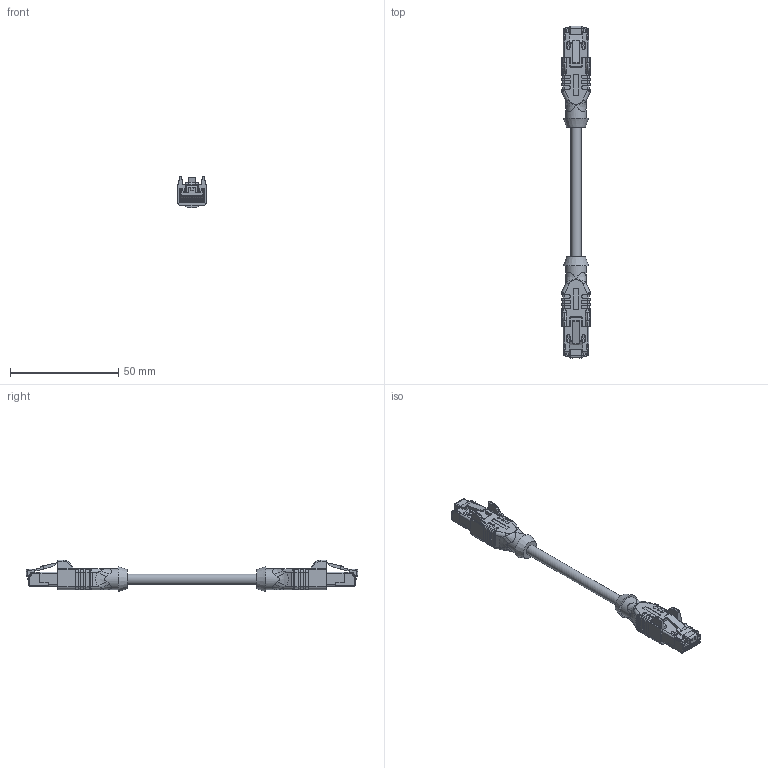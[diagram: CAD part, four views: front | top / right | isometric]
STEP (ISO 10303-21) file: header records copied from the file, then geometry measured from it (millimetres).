
FILE_DESCRIPTION(/* description */ (''),/* implementation_level */ '2;1');
FILE_NAME(/* name */ 'IE-RJ45SS8-m-IE-RJ45SS8.stp',/* time_stamp */ '2018-07-13T13:33:39+02:00',/* author */ (''),/* organization */ (''),/* preprocessor_version */ 'ST-DEVELOPER v16',/* originating_system */ 'SIEMENS PLM Software NX 10.0',/* authorisation */ '');
FILE_SCHEMA (('AUTOMOTIVE_DESIGN { 1 0 10303 214 3 1 1 1 }'));
Length unit declared in the file: millimetre
Products named in the file (1): IE-RJ45SS8-m-IE-RJ45SS8
Bounding box: 13.3 x 153.4 x 14.62 mm (x, y, z)
Volume: 9870.8 mm3; surface area: 5934.1 mm2
Topology: 1 solids, 1 shells, 1269 faces, 3372 edges, 2103 vertices
Faces by surface type: plane 608, cylinder 483, torus 80, bspline 68, sphere 16, extrusion 12, cone 2
Full cylindrical faces by diameter (mm): 4.8 x1, 9.6 x2
Entity records: 40110 total; most frequent: CARTESIAN_POINT 8424, ORIENTED_EDGE 6696, DIRECTION 6684, EDGE_CURVE 3348, AXIS2_PLACEMENT_3D 2266, VECTOR 2152, LINE 2140, VERTEX_POINT 2102
